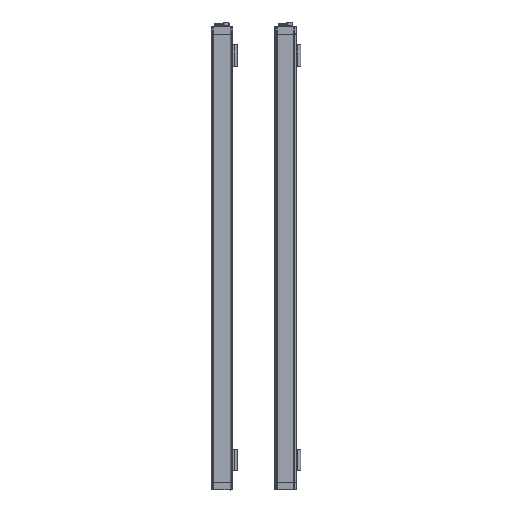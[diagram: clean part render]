
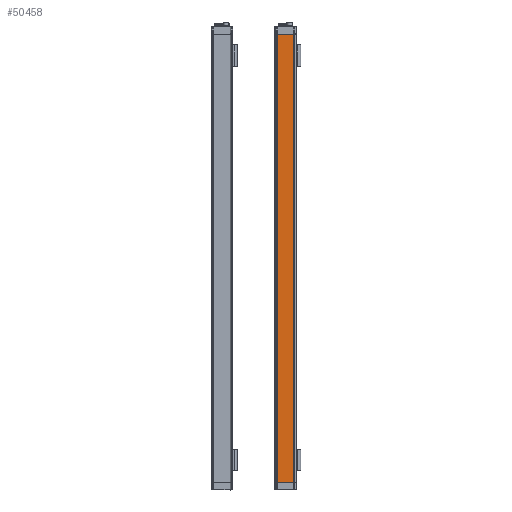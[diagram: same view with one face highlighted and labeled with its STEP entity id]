
A CAD part, top view. The second image highlights one B-rep face of the part: STEP entity #50458.
In plain terms, the highlighted planar face has unit normal (0, 0, 1).
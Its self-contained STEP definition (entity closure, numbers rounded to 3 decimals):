
#4462=LINE('',#96947,#9051);
#4464=LINE('',#96951,#9053);
#4470=LINE('',#96962,#9059);
#4471=LINE('',#96964,#9060);
#9051=VECTOR('',#68972,37.6);
#9053=VECTOR('',#68976,1038.5);
#9059=VECTOR('',#68986,1038.5);
#9060=VECTOR('',#68989,37.6);
#14233=FACE_OUTER_BOUND('',#17585,.T.);
#17585=EDGE_LOOP('',(#44079,#44080,#44081,#44082));
#24221=VERTEX_POINT('',#96944);
#24222=VERTEX_POINT('',#96946);
#24223=VERTEX_POINT('',#96950);
#24226=VERTEX_POINT('',#96960);
#30981=EDGE_CURVE('',#24221,#24222,#4462,.T.);
#30983=EDGE_CURVE('',#24223,#24222,#4464,.T.);
#30989=EDGE_CURVE('',#24221,#24226,#4470,.T.);
#30990=EDGE_CURVE('',#24223,#24226,#4471,.T.);
#44079=ORIENTED_EDGE('',*,*,#30989,.T.);
#44080=ORIENTED_EDGE('',*,*,#30990,.F.);
#44081=ORIENTED_EDGE('',*,*,#30983,.T.);
#44082=ORIENTED_EDGE('',*,*,#30981,.F.);
#47672=PLANE('',#55423);
#50458=ADVANCED_FACE('',(#14233),#47672,.T.);
#55423=AXIS2_PLACEMENT_3D('',#96963,#68987,#68988);
#68972=DIRECTION('',(-1.,0.,0.));
#68976=DIRECTION('',(0.,-1.,0.));
#68986=DIRECTION('',(0.,1.,0.));
#68987=DIRECTION('center_axis',(0.,0.,
1.));
#68988=DIRECTION('ref_axis',(1.,0.,0.));
#68989=DIRECTION('',(1.,0.,0.));
#96944=CARTESIAN_POINT('',(-109.017,-630.946,-307.536));
#96946=CARTESIAN_POINT('',(-146.617,-630.946,-307.536));
#96947=CARTESIAN_POINT('',(-109.017,-630.946,-307.536));
#96950=CARTESIAN_POINT('',(-146.617,407.554,-307.536));
#96951=CARTESIAN_POINT('',(-146.617,59.054,-307.536));
#96960=CARTESIAN_POINT('',(-109.017,407.554,-307.536));
#96962=CARTESIAN_POINT('',(-109.017,59.054,-307.536));
#96963=CARTESIAN_POINT('Origin',(-146.617,59.054,-307.536));
#96964=CARTESIAN_POINT('',(-146.617,407.554,-307.536));
